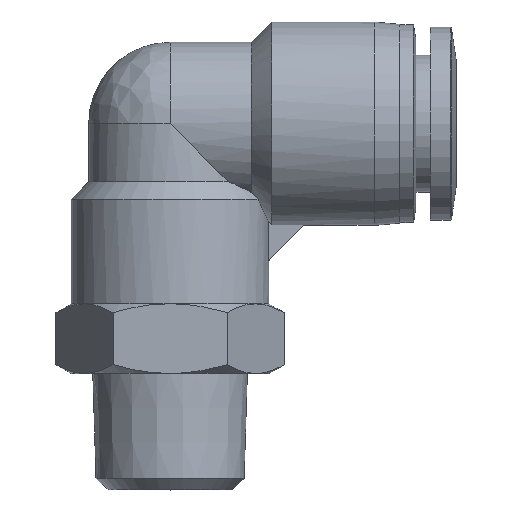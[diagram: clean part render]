
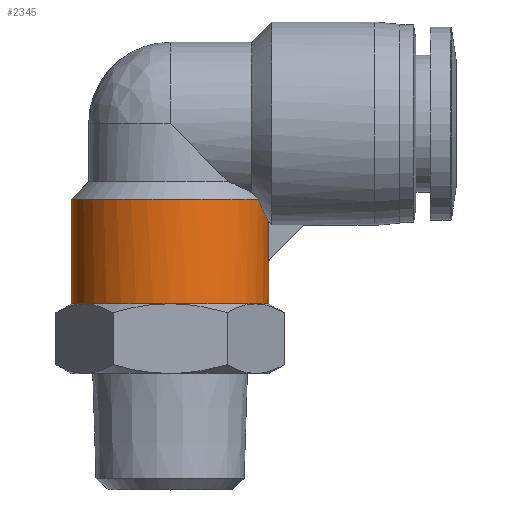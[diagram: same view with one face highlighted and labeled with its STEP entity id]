
A CAD part, top view. The second image highlights one B-rep face of the part: STEP entity #2345.
In plain terms, the highlighted cylindrical face has radius 8.5 mm (diameter 17 mm), a partial arc.
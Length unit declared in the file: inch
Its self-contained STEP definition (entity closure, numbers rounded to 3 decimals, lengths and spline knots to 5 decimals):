
#20 = VERTEX_POINT ( 'NONE', #844 ) ;
#29 = CARTESIAN_POINT ( 'NONE',  ( 0., 0., 0.33465 ) ) ;
#46 = DIRECTION ( 'NONE',  ( -1., 0., 0. ) ) ;
#84 = CARTESIAN_POINT ( 'NONE',  ( 0.33387, 0.14686, 0.0263 ) ) ;
#143 = DIRECTION ( 'NONE',  ( -1., 0., 0. ) ) ;
#157 = CARTESIAN_POINT ( 'NONE',  ( 0.33465, 0.17717, 0. ) ) ;
#158 = FACE_OUTER_BOUND ( 'NONE', #2407, .T. ) ;
#164 = VERTEX_POINT ( 'NONE', #533 ) ;
#189 = B_SPLINE_CURVE_WITH_KNOTS ( 'NONE', 3,
 ( #3475, #3462, #3448, #3436, #3429, #3418, #3401, #3388 ),
 .UNSPECIFIED., .F., .F.,
 ( 4, 2, 2, 4 ),
 ( 0., 0.0009, 0.00179, 0.00359 ),
 .UNSPECIFIED. ) ;
#344 = VECTOR ( 'NONE', #3077, 39.37008 ) ;
#349 = DIRECTION ( 'NONE',  ( -1., 0., 0. ) ) ;
#368 = DIRECTION ( 'NONE',  ( 0., -1., 0. ) ) ;
#381 = CARTESIAN_POINT ( 'NONE',  ( 0., 0., 0. ) ) ;
#431 = VECTOR ( 'NONE', #3491, 39.37008 ) ;
#520 = AXIS2_PLACEMENT_3D ( 'NONE', #381, #368, #349 ) ;
#533 = CARTESIAN_POINT ( 'NONE',  ( 0.29789, 0.35433, 0.15248 ) ) ;
#640 = CARTESIAN_POINT ( 'NONE',  ( 0.33465, 0.14764, 0. ) ) ;
#669 = EDGE_CURVE ( 'NONE', #954, #1356, #1672, .T. ) ;
#679 = DIRECTION ( 'NONE',  ( 0., -1., 0. ) ) ;
#704 = VERTEX_POINT ( 'NONE', #3194 ) ;
#803 = AXIS2_PLACEMENT_3D ( 'NONE', #3369, #1774, #143 ) ;
#844 = CARTESIAN_POINT ( 'NONE',  ( -0.33465, 0., 0. ) ) ;
#914 = DIRECTION ( 'NONE',  ( -1., 0., 0. ) ) ;
#954 = VERTEX_POINT ( 'NONE', #1911 ) ;
#1015 =( BOUNDED_CURVE ( )  B_SPLINE_CURVE ( 3, ( #3042, #1155, #84, #1986 ),
 .UNSPECIFIED., .F., .T. ) 
 B_SPLINE_CURVE_WITH_KNOTS ( ( 4, 4 ),
 ( 0., 0.11792 ),
 .UNSPECIFIED. ) 
 CURVE ( )  GEOMETRIC_REPRESENTATION_ITEM ( )  RATIONAL_B_SPLINE_CURVE ( ( 1., 0.999, 0.999, 1. ) ) 
 REPRESENTATION_ITEM ( '' )  );
#1044 = CYLINDRICAL_SURFACE ( 'NONE', #2508, 0.33465 ) ;
#1096 = CARTESIAN_POINT ( 'NONE',  ( 0.33232, 0.28025, 0.03937 ) ) ;
#1155 = CARTESIAN_POINT ( 'NONE',  ( 0.33465, 0.14764, 0.01316 ) ) ;
#1212 = CIRCLE ( 'NONE', #803, 0.33465 ) ;
#1215 = CIRCLE ( 'NONE', #2758, 0.33465 ) ;
#1236 = ORIENTED_EDGE ( 'NONE', *, *, #3039, .T. ) ;
#1268 = ORIENTED_EDGE ( 'NONE', *, *, #669, .T. ) ;
#1283 = VERTEX_POINT ( 'NONE', #1096 ) ;
#1356 = VERTEX_POINT ( 'NONE', #640 ) ;
#1364 = EDGE_CURVE ( 'NONE', #1283, #164, #189, .T. ) ;
#1377 = CARTESIAN_POINT ( 'NONE',  ( 0.33232, 0.17717, 0.03937 ) ) ;
#1396 = EDGE_CURVE ( 'NONE', #20, #704, #1627, .T. ) ;
#1471 = VERTEX_POINT ( 'NONE', #2626 ) ;
#1484 = VERTEX_POINT ( 'NONE', #2562 ) ;
#1487 = VERTEX_POINT ( 'NONE', #2636 ) ;
#1503 = EDGE_CURVE ( 'NONE', #1784, #1487, #2867, .T. ) ;
#1627 = LINE ( 'NONE', #3014, #344 ) ;
#1644 = DIRECTION ( 'NONE',  ( 0., 1., 0. ) ) ;
#1649 = ORIENTED_EDGE ( 'NONE', *, *, #2960, .T. ) ;
#1655 = ORIENTED_EDGE ( 'NONE', *, *, #1759, .F. ) ;
#1672 = LINE ( 'NONE', #157, #431 ) ;
#1683 = DIRECTION ( 'NONE',  ( 0., -1., 0. ) ) ;
#1693 = CIRCLE ( 'NONE', #2362, 0.33465 ) ;
#1759 = EDGE_CURVE ( 'NONE', #954, #1484, #2324, .T. ) ;
#1774 = DIRECTION ( 'NONE',  ( 0., -1., 0. ) ) ;
#1784 = VERTEX_POINT ( 'NONE', #29 ) ;
#1900 = ORIENTED_EDGE ( 'NONE', *, *, #2323, .T. ) ;
#1911 = CARTESIAN_POINT ( 'NONE',  ( 0.33465, 0., 0. ) ) ;
#1986 = CARTESIAN_POINT ( 'NONE',  ( 0.33232, 0.14531, 0.03937 ) ) ;
#2090 = ORIENTED_EDGE ( 'NONE', *, *, #3096, .F. ) ;
#2094 = ORIENTED_EDGE ( 'NONE', *, *, #1396, .F. ) ;
#2101 = AXIS2_PLACEMENT_3D ( 'NONE', #2393, #2382, #2370 ) ;
#2254 = CARTESIAN_POINT ( 'NONE',  ( 0., 0.17717, 0. ) ) ;
#2313 = ORIENTED_EDGE ( 'NONE', *, *, #3363, .F. ) ;
#2319 = CARTESIAN_POINT ( 'NONE',  ( 0., 0.35433, 0. ) ) ;
#2323 = EDGE_CURVE ( 'NONE', #1356, #1471, #1015, .T. ) ;
#2324 = CIRCLE ( 'NONE', #520, 0.33465 ) ;
#2345 = ADVANCED_FACE ( 'NONE', ( #158 ), #1044, .T. ) ;
#2362 = AXIS2_PLACEMENT_3D ( 'NONE', #2319, #679, #2592 ) ;
#2370 = DIRECTION ( 'NONE',  ( -1., 0., 0. ) ) ;
#2371 = ORIENTED_EDGE ( 'NONE', *, *, #1364, .T. ) ;
#2382 = DIRECTION ( 'NONE',  ( 0., -1., 0. ) ) ;
#2393 = CARTESIAN_POINT ( 'NONE',  ( 0., 0., 0. ) ) ;
#2407 = EDGE_LOOP ( 'NONE', ( #1655, #1268, #1900, #1236, #2371, #1649, #2094, #2313, #3170, #2090 ) ) ;
#2508 = AXIS2_PLACEMENT_3D ( 'NONE', #2254, #2519, #914 ) ;
#2519 = DIRECTION ( 'NONE',  ( 0., 1., 0. ) ) ;
#2562 = CARTESIAN_POINT ( 'NONE',  ( 0.28981, 0., 0.16732 ) ) ;
#2592 = DIRECTION ( 'NONE',  ( -1., 0., 0. ) ) ;
#2612 = VECTOR ( 'NONE', #1644, 39.37008 ) ;
#2626 = CARTESIAN_POINT ( 'NONE',  ( 0.33232, 0.14531, 0.03937 ) ) ;
#2636 = CARTESIAN_POINT ( 'NONE',  ( -0.28981, 0., 0.16732 ) ) ;
#2758 = AXIS2_PLACEMENT_3D ( 'NONE', #3273, #1683, #46 ) ;
#2867 = CIRCLE ( 'NONE', #2101, 0.33465 ) ;
#2960 = EDGE_CURVE ( 'NONE', #164, #704, #1693, .T. ) ;
#3014 = CARTESIAN_POINT ( 'NONE',  ( -0.33465, 0.17717, 0. ) ) ;
#3039 = EDGE_CURVE ( 'NONE', #1471, #1283, #3313, .T. ) ;
#3042 = CARTESIAN_POINT ( 'NONE',  ( 0.33465, 0.14764, 0. ) ) ;
#3077 = DIRECTION ( 'NONE',  ( 0., 1., 0. ) ) ;
#3096 = EDGE_CURVE ( 'NONE', #1484, #1784, #1215, .T. ) ;
#3170 = ORIENTED_EDGE ( 'NONE', *, *, #1503, .F. ) ;
#3194 = CARTESIAN_POINT ( 'NONE',  ( -0.33465, 0.35433, 0. ) ) ;
#3273 = CARTESIAN_POINT ( 'NONE',  ( 0., 0., 0. ) ) ;
#3313 = LINE ( 'NONE', #1377, #2612 ) ;
#3363 = EDGE_CURVE ( 'NONE', #1487, #20, #1212, .T. ) ;
#3369 = CARTESIAN_POINT ( 'NONE',  ( 0., 0., 0. ) ) ;
#3388 = CARTESIAN_POINT ( 'NONE',  ( 0.29789, 0.35433, 0.15248 ) ) ;
#3401 = CARTESIAN_POINT ( 'NONE',  ( 0.30533, 0.337, 0.13793 ) ) ;
#3418 = CARTESIAN_POINT ( 'NONE',  ( 0.31243, 0.32156, 0.12154 ) ) ;
#3429 = CARTESIAN_POINT ( 'NONE',  ( 0.32162, 0.30215, 0.09298 ) ) ;
#3436 = CARTESIAN_POINT ( 'NONE',  ( 0.32439, 0.29643, 0.08293 ) ) ;
#3448 = CARTESIAN_POINT ( 'NONE',  ( 0.32904, 0.28688, 0.06193 ) ) ;
#3462 = CARTESIAN_POINT ( 'NONE',  ( 0.33095, 0.28302, 0.05095 ) ) ;
#3475 = CARTESIAN_POINT ( 'NONE',  ( 0.33232, 0.28025, 0.03937 ) ) ;
#3491 = DIRECTION ( 'NONE',  ( 0., 1., 0. ) ) ;
